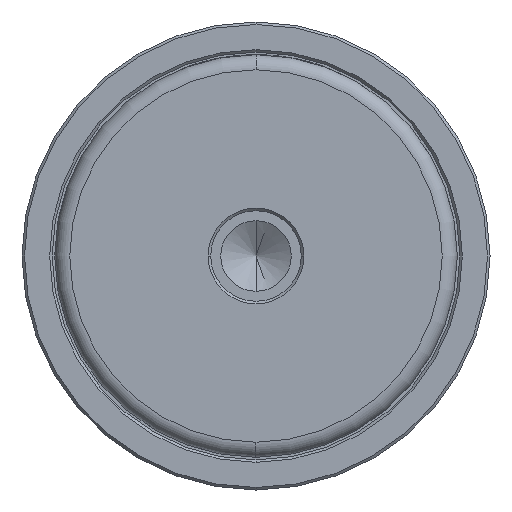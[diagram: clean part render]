
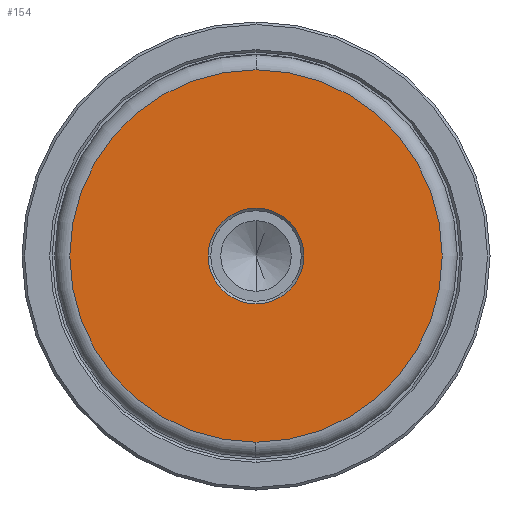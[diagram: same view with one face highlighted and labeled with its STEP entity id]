
A CAD part, left-side view. The second image highlights one B-rep face of the part: STEP entity #154.
In plain terms, the highlighted planar face has unit normal (-1, 0, 0).
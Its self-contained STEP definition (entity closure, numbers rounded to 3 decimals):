
#57 = EDGE_LOOP ( 'NONE', ( #415, #1659 ) ) ;
#154 = ADVANCED_FACE ( 'NONE', ( #1001, #1563 ), #1086, .T. ) ;
#242 = CARTESIAN_POINT ( 'NONE',  ( 0., 0., 0. ) ) ;
#261 = CARTESIAN_POINT ( 'NONE',  ( 0., 0., -36.997 ) ) ;
#303 = CARTESIAN_POINT ( 'NONE',  ( 0., 0., 0. ) ) ;
#333 = CARTESIAN_POINT ( 'NONE',  ( 0., 0., 0. ) ) ;
#341 = CARTESIAN_POINT ( 'NONE',  ( 0., 0., 0. ) ) ;
#415 = ORIENTED_EDGE ( 'NONE', *, *, #1990, .T. ) ;
#444 = DIRECTION ( 'NONE',  ( 0., 0., 1. ) ) ;
#463 = CARTESIAN_POINT ( 'NONE',  ( 0., 0., 0. ) ) ;
#469 = EDGE_CURVE ( 'NONE', #1522, #1472, #2639, .T. ) ;
#537 = DIRECTION ( 'NONE',  ( 0., 0., 1. ) ) ;
#544 = DIRECTION ( 'NONE',  ( 0., 0., 1. ) ) ;
#597 = CIRCLE ( 'NONE', #1895, 9.5 ) ;
#680 = DIRECTION ( 'NONE',  ( 0., 0., 1. ) ) ;
#733 = DIRECTION ( 'NONE',  ( -1., 0., 0. ) ) ;
#950 = CARTESIAN_POINT ( 'NONE',  ( 0., 0., 36.997 ) ) ;
#961 = EDGE_CURVE ( 'NONE', #1557, #1319, #2604, .T. ) ;
#1001 = FACE_BOUND ( 'NONE', #57, .T. ) ;
#1086 = PLANE ( 'NONE',  #2501 ) ;
#1112 = CIRCLE ( 'NONE', #2188, 36.997 ) ;
#1319 = VERTEX_POINT ( 'NONE', #261 ) ;
#1323 = AXIS2_PLACEMENT_3D ( 'NONE', #463, #1908, #680 ) ;
#1379 = ORIENTED_EDGE ( 'NONE', *, *, #1999, .T. ) ;
#1472 = VERTEX_POINT ( 'NONE', #1748 ) ;
#1522 = VERTEX_POINT ( 'NONE', #1764 ) ;
#1557 = VERTEX_POINT ( 'NONE', #950 ) ;
#1563 = FACE_OUTER_BOUND ( 'NONE', #2700, .T. ) ;
#1659 = ORIENTED_EDGE ( 'NONE', *, *, #469, .T. ) ;
#1682 = DIRECTION ( 'NONE',  ( 1., 0., 0. ) ) ;
#1748 = CARTESIAN_POINT ( 'NONE',  ( 0., -9.5, 0. ) ) ;
#1764 = CARTESIAN_POINT ( 'NONE',  ( 0., 9.5, 0. ) ) ;
#1782 = DIRECTION ( 'NONE',  ( 1., 0., 0. ) ) ;
#1789 = DIRECTION ( 'NONE',  ( -1., 0., 0. ) ) ;
#1895 = AXIS2_PLACEMENT_3D ( 'NONE', #333, #1782, #537 ) ;
#1908 = DIRECTION ( 'NONE',  ( -1., 0., 0. ) ) ;
#1990 = EDGE_CURVE ( 'NONE', #1472, #1522, #597, .T. ) ;
#1999 = EDGE_CURVE ( 'NONE', #1319, #1557, #1112, .T. ) ;
#2161 = ORIENTED_EDGE ( 'NONE', *, *, #961, .T. ) ;
#2171 = DIRECTION ( 'NONE',  ( 0., 0., 1. ) ) ;
#2188 = AXIS2_PLACEMENT_3D ( 'NONE', #341, #1789, #544 ) ;
#2458 = AXIS2_PLACEMENT_3D ( 'NONE', #242, #1682, #444 ) ;
#2501 = AXIS2_PLACEMENT_3D ( 'NONE', #303, #733, #2171 ) ;
#2604 = CIRCLE ( 'NONE', #1323, 36.997 ) ;
#2639 = CIRCLE ( 'NONE', #2458, 9.5 ) ;
#2700 = EDGE_LOOP ( 'NONE', ( #2161, #1379 ) ) ;
